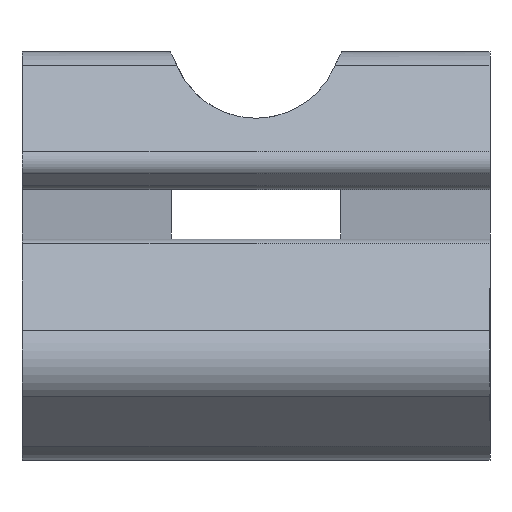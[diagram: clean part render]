
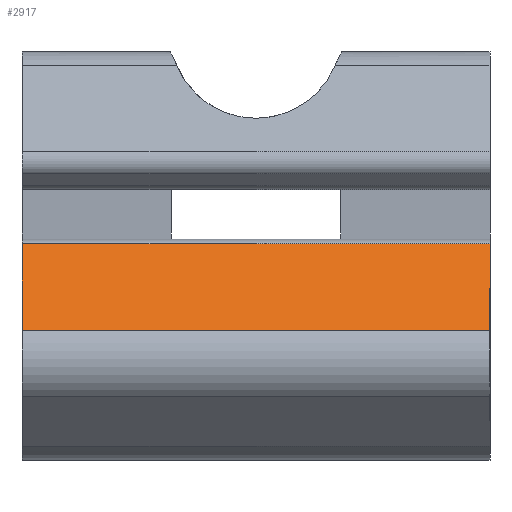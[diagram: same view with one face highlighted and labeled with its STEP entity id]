
A CAD part, left-side view. The second image highlights one B-rep face of the part: STEP entity #2917.
In plain terms, the highlighted planar face has unit normal (-0.707, 0, 0.707).
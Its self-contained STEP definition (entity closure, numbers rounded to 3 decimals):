
#293=FACE_OUTER_BOUND('',#446,.T.);
#446=EDGE_LOOP('',(#2527,#2528,#2529,#2530));
#684=LINE('',#4932,#941);
#819=LINE('',#5331,#1076);
#820=LINE('',#5334,#1077);
#821=LINE('',#5335,#1078);
#941=VECTOR('',#3576,10.);
#1076=VECTOR('',#3999,200.);
#1077=VECTOR('',#4002,7.825);
#1078=VECTOR('',#4003,200.);
#1264=VERTEX_POINT('',#4929);
#1265=VERTEX_POINT('',#4931);
#1385=VERTEX_POINT('',#5329);
#1386=VERTEX_POINT('',#5333);
#1606=EDGE_CURVE('',#1265,#1264,#684,.T.);
#1806=EDGE_CURVE('',#1264,#1385,#819,.T.);
#1807=EDGE_CURVE('',#1385,#1386,#820,.T.);
#1808=EDGE_CURVE('',#1265,#1386,#821,.T.);
#2527=ORIENTED_EDGE('',*,*,#1606,.T.);
#2528=ORIENTED_EDGE('',*,*,#1806,.T.);
#2529=ORIENTED_EDGE('',*,*,#1807,.T.);
#2530=ORIENTED_EDGE('',*,*,#1808,.F.);
#2783=PLANE('',#3219);
#2917=ADVANCED_FACE('',(#293),#2783,.T.);
#3219=AXIS2_PLACEMENT_3D('',#5332,#4000,#4001);
#3576=DIRECTION('',(-0.707,0.,-0.707));
#3999=DIRECTION('',(0.,-1.,0.));
#4000=DIRECTION('center_axis',(-0.707,0.,
0.707));
#4001=DIRECTION('ref_axis',(0.,1.,0.));
#4002=DIRECTION('',(0.707,0.,0.707));
#4003=DIRECTION('',(0.,-1.,0.));
#4929=CARTESIAN_POINT('',(-19.092,15.,2.121));
#4931=CARTESIAN_POINT('',(-13.559,15.,7.654));
#4932=CARTESIAN_POINT('',(-13.711,15.,7.503));
#5329=CARTESIAN_POINT('',(-19.092,-15.,2.121));
#5331=CARTESIAN_POINT('',(-19.092,185.,2.121));
#5332=CARTESIAN_POINT('Origin',(-19.092,185.,2.121));
#5333=CARTESIAN_POINT('',(-13.559,-15.,7.654));
#5334=CARTESIAN_POINT('',(-14.849,-15.,6.364));
#5335=CARTESIAN_POINT('',(-13.559,185.,7.654));
